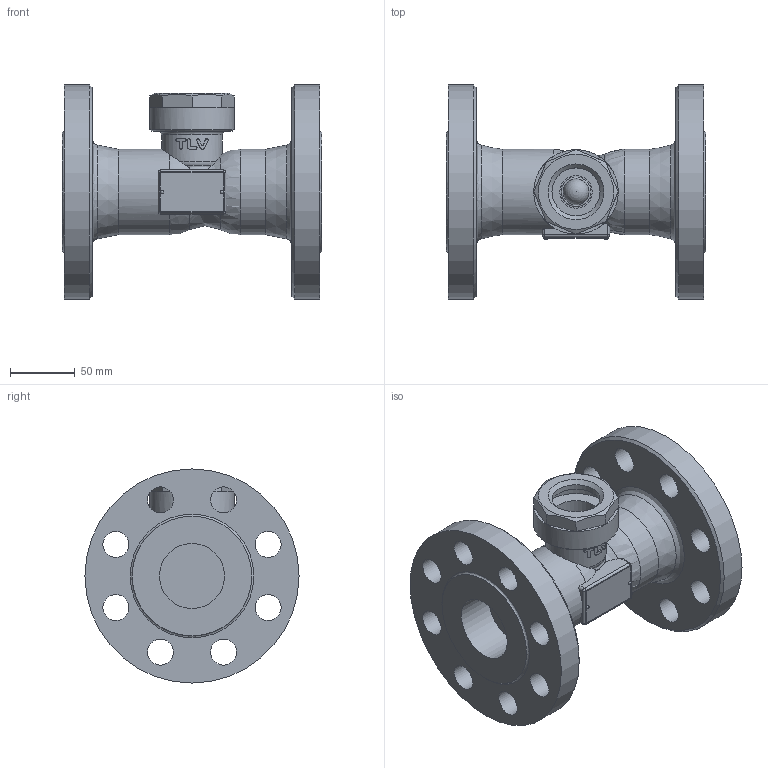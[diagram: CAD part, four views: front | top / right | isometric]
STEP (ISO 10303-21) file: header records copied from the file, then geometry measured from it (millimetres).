
FILE_DESCRIPTION((''),'2;1');
FILE_NAME('t10n0-050-a0300-00.stp','2010-06-16T16:24:29',('nakaot'),(''),'Autodesk Inventor 2008','Autodesk Inventor 2008','');
FILE_SCHEMA(('AUTOMOTIVE_DESIGN { 1 0 10303 214 1 1 1 1 }'));
Length unit declared in the file: millimetre
Products named in the file (1): t10n0-050-a0300-00
Bounding box: 200 x 165 x 165 mm (x, y, z)
Volume: 1289738.1 mm3; surface area: 175120.5 mm2
Topology: 2 solids, 2 shells, 154 faces, 404 edges, 259 vertices
Faces by surface type: bspline 47, plane 46, cylinder 38, sphere 11, cone 10, torus 2
Full cylindrical faces by diameter (mm): 20 x8, 23 x1, 25 x1, 37 x2, 47 x1, 50 x1, 51 x1, 56 x1, 65 x1, 66 x2, 165 x1
Entity records: 10753 total; most frequent: CARTESIAN_POINT 7517, ORIENTED_EDGE 640, DIRECTION 575, EDGE_CURVE 320, EDGE_LOOP 252, AXIS2_PLACEMENT_3D 240, VERTEX_POINT 235, FACE_OUTER_BOUND 154
